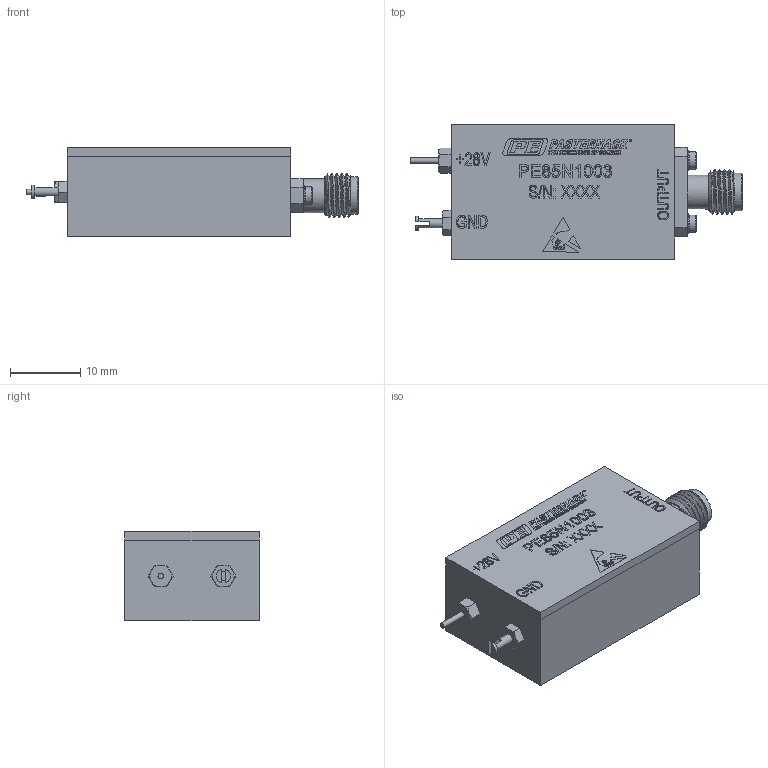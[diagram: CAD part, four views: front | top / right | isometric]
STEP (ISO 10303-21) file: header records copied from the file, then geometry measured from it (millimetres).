
FILE_DESCRIPTION (( 'STEP AP203' ), '1' );
FILE_NAME ('PE85N1003_3D.step', '2020-11-23T23:46:48', ( '' ), ( '' ), 'SwSTEP 2.0', 'SolidWorks 2018', '' );
FILE_SCHEMA (( 'CONFIG_CONTROL_DESIGN' ));
Length unit declared in the file: inch
Products named in the file (1): PE85N1003_3D
Bounding box: 47.12 x 19.05 x 12.7 mm (x, y, z)
Volume: 7918.7 mm3; surface area: 3039.3 mm2
Topology: 1 solids, 4 shells, 1142 faces, 3009 edges, 1987 vertices
Faces by surface type: plane 710, bspline 289, cylinder 104, cone 37, torus 2
Full cylindrical faces by diameter (mm): 0.276 x1, 0.283 x1, 0.762 x1, 0.94 x1, 1.194 x2, 1.27 x1, 1.524 x6, 1.778 x4, 1.854 x2, 2.184 x4, 2.438 x2, 2.54 x1, 2.946 x2, 4.521 x1, 4.826 x1, 5.334 x1
Entity records: 50018 total; most frequent: CARTESIAN_POINT 23947, ORIENTED_EDGE 5874, DIRECTION 4258, EDGE_CURVE 2937, VECTOR 2068, LINE 2068, VERTEX_POINT 1962, EDGE_LOOP 1299
